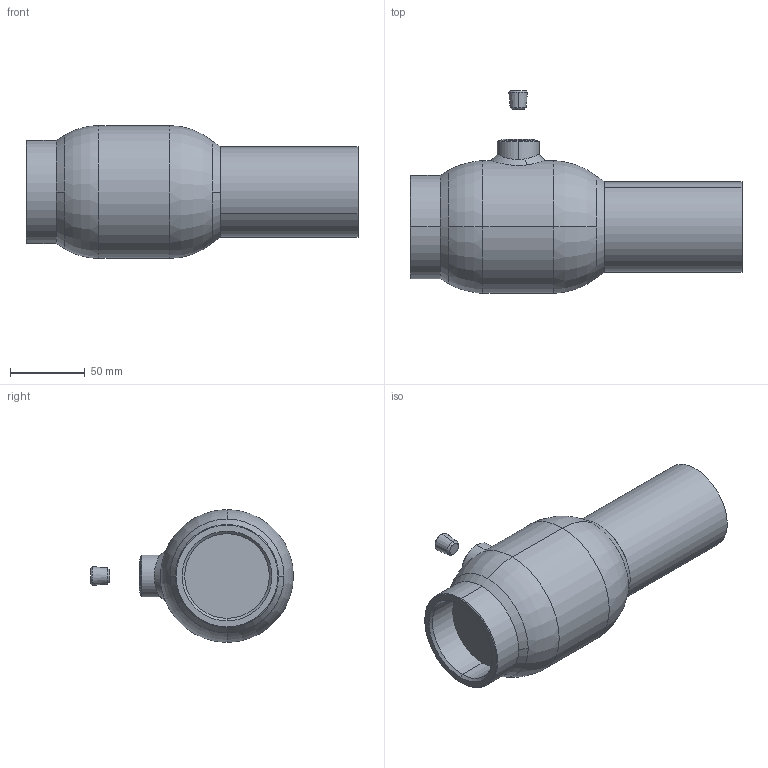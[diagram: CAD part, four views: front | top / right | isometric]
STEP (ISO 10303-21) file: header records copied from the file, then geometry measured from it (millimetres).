
FILE_DESCRIPTION (( 'STEP AP214' ), '1' );
FILE_NAME ('63101050.STEP', '2010-10-27T12:08:27', ( 'BROEN A/S' ), ( 'BROEN A/S' ), 'SwSTEP 2.0', 'SolidWorks 2009', '' );
FILE_SCHEMA (( 'AUTOMOTIVE_DESIGN' ));
Length unit declared in the file: millimetre
Products named in the file (1): 63101050
Bounding box: 222.19 x 135.75 x 88.9 mm (x, y, z)
Surface area: 90298.4 mm2 (no closed solid volume)
Topology: 0 solids, 10 shells, 68 faces, 158 edges, 95 vertices
Faces by surface type: cone 30, plane 18, cylinder 14, torus 4, bspline 2
Entity records: 4250 total; most frequent: CARTESIAN_POINT 1934, DIRECTION 356, ORIENTED_EDGE 272, EDGE_CURVE 156, AXIS2_PLACEMENT_3D 141, VERTEX_POINT 95, LINE 74, VECTOR 74
